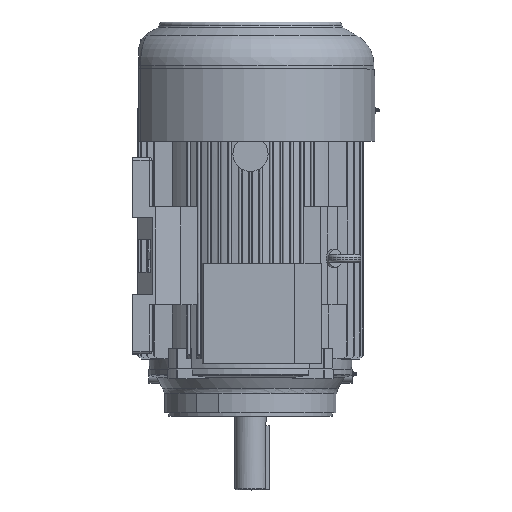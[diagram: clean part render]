
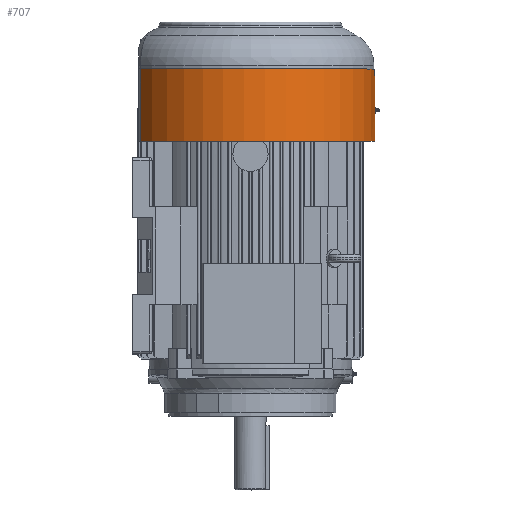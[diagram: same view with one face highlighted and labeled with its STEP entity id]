
A CAD part, top view. The second image highlights one B-rep face of the part: STEP entity #707.
In plain terms, the highlighted cylindrical face has radius 241.5 mm (diameter 483 mm), a partial arc.
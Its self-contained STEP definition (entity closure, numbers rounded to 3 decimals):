
#707 = ADVANCED_FACE( '', ( #2268, #2269 ), #2270, .T. );
#2268 = FACE_OUTER_BOUND( '', #4133, .T. );
#2269 = FACE_BOUND( '', #4134, .T. );
#2270 = CYLINDRICAL_SURFACE( '', #4135, 241.5 );
#4133 = EDGE_LOOP( '', ( #11379, #11380, #11381, #11382 ) );
#4134 = EDGE_LOOP( '', ( #11383, #11384, #11385, #11386, #11387, #11388 ) );
#4135 = AXIS2_PLACEMENT_3D( '', #11389, #11390, #11391 );
#11379 = ORIENTED_EDGE( '', *, *, #15184, .F. );
#11380 = ORIENTED_EDGE( '', *, *, #15186, .F. );
#11381 = ORIENTED_EDGE( '', *, *, #15187, .F. );
#11382 = ORIENTED_EDGE( '', *, *, #15188, .T. );
#11383 = ORIENTED_EDGE( '', *, *, #13243, .F. );
#11384 = ORIENTED_EDGE( '', *, *, #13247, .F. );
#11385 = ORIENTED_EDGE( '', *, *, #13255, .F. );
#11386 = ORIENTED_EDGE( '', *, *, #15189, .F. );
#11387 = ORIENTED_EDGE( '', *, *, #13264, .F. );
#11388 = ORIENTED_EDGE( '', *, *, #13260, .F. );
#11389 = CARTESIAN_POINT( '', ( 0., 582.5, 0. ) );
#11390 = DIRECTION( '', ( 0., 1., 0. ) );
#11391 = DIRECTION( '', ( -1., 0., 0. ) );
#13243 = EDGE_CURVE( '', #15691, #15693, #15694, .T. );
#13247 = EDGE_CURVE( '', #15699, #15691, #15701, .T. );
#13255 = EDGE_CURVE( '', #15712, #15699, #15714, .T. );
#13260 = EDGE_CURVE( '', #15693, #15723, #15724, .T. );
#13264 = EDGE_CURVE( '', #15723, #15730, #15731, .T. );
#15184 = EDGE_CURVE( '', #18972, #18974, #18975, .T. );
#15186 = EDGE_CURVE( '', #18977, #18972, #18978, .T. );
#15187 = EDGE_CURVE( '', #18979, #18977, #18980, .T. );
#15188 = EDGE_CURVE( '', #18979, #18974, #18981, .T. );
#15189 = EDGE_CURVE( '', #15730, #15712, #18982, .T. );
#15691 = VERTEX_POINT( '', #19662 );
#15693 = VERTEX_POINT( '', #19665 );
#15694 = CIRCLE( '', #19666, 241.5 );
#15699 = VERTEX_POINT( '', #19679 );
#15701 = ELLIPSE( '', #19682, 483., 241.5 );
#15712 = VERTEX_POINT( '', #19716 );
#15714 = ELLIPSE( '', #19719, 483., 241.5 );
#15723 = VERTEX_POINT( '', #19730 );
#15724 = ELLIPSE( '', #19731, 483., 241.5 );
#15730 = VERTEX_POINT( '', #19738 );
#15731 = ELLIPSE( '', #19739, 483., 241.5 );
#18972 = VERTEX_POINT( '', #25766 );
#18974 = VERTEX_POINT( '', #25768 );
#18975 = CIRCLE( '', #25769, 241.5 );
#18977 = VERTEX_POINT( '', #25771 );
#18978 = LINE( '', #25772, #25773 );
#18979 = VERTEX_POINT( '', #25774 );
#18980 = CIRCLE( '', #25775, 241.5 );
#18981 = LINE( '', #25776, #25777 );
#18982 = CIRCLE( '', #25778, 241.5 );
#19662 = CARTESIAN_POINT( '', ( 241.479, 497., 3.175 ) );
#19665 = CARTESIAN_POINT( '', ( 241.479, 497., -3.175 ) );
#19666 = AXIS2_PLACEMENT_3D( '', #28007, #28008, #28009 );
#19679 = CARTESIAN_POINT( '', ( 241.416, 502.5, 6.351 ) );
#19682 = AXIS2_PLACEMENT_3D( '', #28012, #28013, #28014 );
#19716 = CARTESIAN_POINT( '', ( 241.479, 508., 3.175 ) );
#19719 = AXIS2_PLACEMENT_3D( '', #28019, #28020, #28021 );
#19730 = CARTESIAN_POINT( '', ( 241.416, 502.5, -6.351 ) );
#19731 = AXIS2_PLACEMENT_3D( '', #28030, #28031, #28032 );
#19738 = CARTESIAN_POINT( '', ( 241.479, 508., -3.175 ) );
#19739 = AXIS2_PLACEMENT_3D( '', #28040, #28041, #28042 );
#25766 = CARTESIAN_POINT( '', ( -212.75, 442.5, -114.279 ) );
#25768 = CARTESIAN_POINT( '', ( -212.75, 442.5, 114.279 ) );
#25769 = AXIS2_PLACEMENT_3D( '', #30938, #30939, #30940 );
#25771 = CARTESIAN_POINT( '', ( -212.75, 582.5, -114.279 ) );
#25772 = CARTESIAN_POINT( '', ( -212.75, 1154.785, -114.279 ) );
#25773 = VECTOR( '', #30944, 1000. );
#25774 = CARTESIAN_POINT( '', ( -212.75, 582.5, 114.279 ) );
#25775 = AXIS2_PLACEMENT_3D( '', #30945, #30946, #30947 );
#25776 = CARTESIAN_POINT( '', ( -212.75, 1154.785, 114.279 ) );
#25777 = VECTOR( '', #30948, 1000. );
#25778 = AXIS2_PLACEMENT_3D( '', #30949, #30950, #30951 );
#28007 = CARTESIAN_POINT( '', ( 0., 497., 0. ) );
#28008 = DIRECTION( '', ( 0., 1., 0. ) );
#28009 = DIRECTION( '', ( -1., 0., 0. ) );
#28012 = CARTESIAN_POINT( '', ( 0., 491.5, 0. ) );
#28013 = DIRECTION( '', ( 0., 0.5, -0.866 ) );
#28014 = DIRECTION( '', ( 0., -0.866, -0.5 ) );
#28019 = CARTESIAN_POINT( '', ( 0., 513.5, 0. ) );
#28020 = DIRECTION( '', ( 0., -0.5, -0.866 ) );
#28021 = DIRECTION( '', ( 0., -0.866, 0.5 ) );
#28030 = CARTESIAN_POINT( '', ( 0., 491.5, 0. ) );
#28031 = DIRECTION( '', ( 0., 0.5, 0.866 ) );
#28032 = DIRECTION( '', ( 0., -0.866, 0.5 ) );
#28040 = CARTESIAN_POINT( '', ( 0., 513.5, 0. ) );
#28041 = DIRECTION( '', ( 0., -0.5, 0.866 ) );
#28042 = DIRECTION( '', ( 0., -0.866, -0.5 ) );
#30938 = CARTESIAN_POINT( '', ( 0., 442.5, 0. ) );
#30939 = DIRECTION( '', ( 0., -1., 0. ) );
#30940 = DIRECTION( '', ( 0., 0., -1. ) );
#30944 = DIRECTION( '', ( 0., -1., 0. ) );
#30945 = CARTESIAN_POINT( '', ( 0., 582.5, 0. ) );
#30946 = DIRECTION( '', ( 0., 1., 0. ) );
#30947 = DIRECTION( '', ( 0., 0., -1. ) );
#30948 = DIRECTION( '', ( 0., -1., 0. ) );
#30949 = CARTESIAN_POINT( '', ( 0., 508., 0. ) );
#30950 = DIRECTION( '', ( 0., -1., 0. ) );
#30951 = DIRECTION( '', ( 1., 0., 0. ) );
